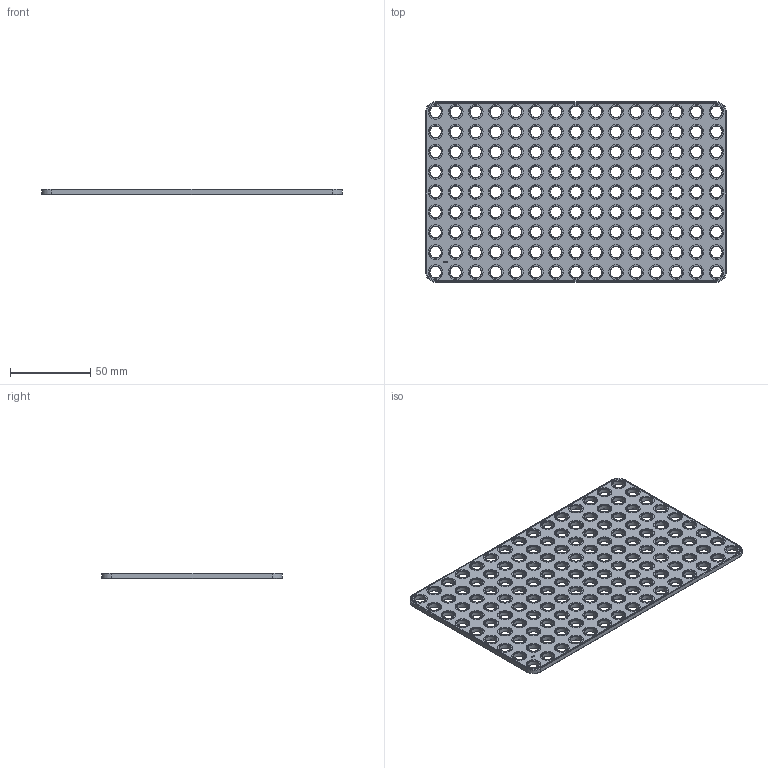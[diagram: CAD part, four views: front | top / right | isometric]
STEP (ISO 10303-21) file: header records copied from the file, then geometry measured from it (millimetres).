
FILE_DESCRIPTION(('FreeCAD Model'),'2;1');
FILE_NAME('Open CASCADE Shape Model','2024-10-08T19:24:46',(''),(''), 'Open CASCADE STEP processor 7.7','FreeCAD','Unknown');
FILE_SCHEMA(('AUTOMOTIVE_DESIGN { 1 0 10303 214 1 1 1 1 }'));
Length unit declared in the file: millimetre
Products named in the file (1): Plate RCT CRNR BU15x09x00.25 - SPN-PLT-0170 (stemfie.org)
Bounding box: 187.5 x 112.5 x 3.12 mm (x, y, z)
Volume: 46926.4 mm3; surface area: 42527.6 mm2
Topology: 1 solids, 1 shells, 1130 faces, 2597 edges, 1636 vertices
Faces by surface type: plane 460, cylinder 278, cone 278, extrusion 114
Full cylindrical faces by diameter (mm): 7 x135, 9.2 x135
Entity records: 32709 total; most frequent: CARTESIAN_POINT 6300, DIRECTION 5351, ORIENTED_EDGE 5194, EDGE_CURVE 2597, AXIS2_PLACEMENT_3D 1851, VECTOR 1649, VERTEX_POINT 1636, FACE_BOUND 1567
